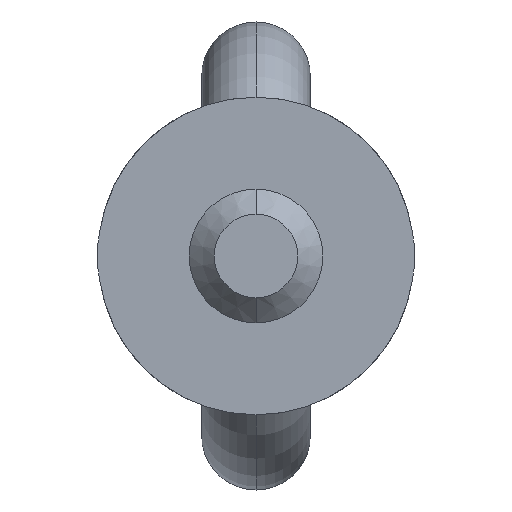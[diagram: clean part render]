
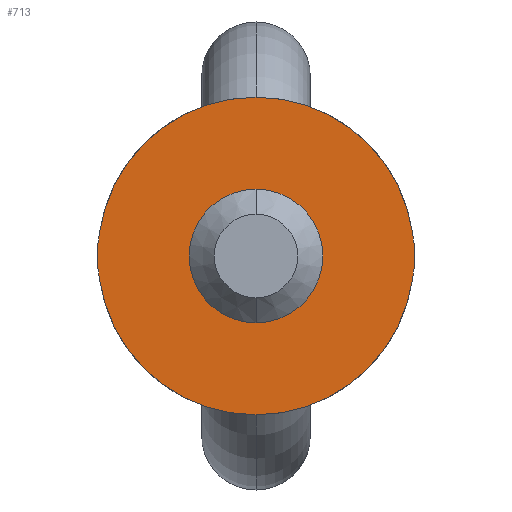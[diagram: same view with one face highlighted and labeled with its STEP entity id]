
A CAD part, front view. The second image highlights one B-rep face of the part: STEP entity #713.
In plain terms, the highlighted planar face has unit normal (0, -1, 0).
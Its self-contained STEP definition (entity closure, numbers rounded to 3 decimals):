
#713=ADVANCED_FACE('',(#1445,#1446),#1447,.T.);
#1445=FACE_OUTER_BOUND('',#3639,.T.);
#1446=FACE_BOUND('',#3640,.T.);
#1447=PLANE('',#3641);
#3639=EDGE_LOOP('',(#5757,#5758,#5759,#5760,#5761,#5762,#5763,#5764,#5765,#5766));
#3640=EDGE_LOOP('',(#5767,#5768));
#3641=AXIS2_PLACEMENT_3D('',#5769,#5770,#5771);
#5757=ORIENTED_EDGE('',*,*,#6784,.T.);
#5758=ORIENTED_EDGE('',*,*,#6771,.T.);
#5759=ORIENTED_EDGE('',*,*,#6799,.T.);
#5760=ORIENTED_EDGE('',*,*,#6791,.T.);
#5761=ORIENTED_EDGE('',*,*,#6789,.T.);
#5762=ORIENTED_EDGE('',*,*,#6808,.T.);
#5763=ORIENTED_EDGE('',*,*,#6763,.T.);
#5764=ORIENTED_EDGE('',*,*,#6806,.T.);
#5765=ORIENTED_EDGE('',*,*,#6809,.T.);
#5766=ORIENTED_EDGE('',*,*,#6779,.T.);
#5767=ORIENTED_EDGE('',*,*,#6744,.T.);
#5768=ORIENTED_EDGE('',*,*,#6810,.T.);
#5769=CARTESIAN_POINT('',(-25.0,-43.25,0.0));
#5770=DIRECTION('',(0.0,-1.0,0.0));
#5771=DIRECTION('',(0.0,0.0,-1.0));
#6744=EDGE_CURVE('',#7966,#7970,#7972,.T.);
#6763=EDGE_CURVE('',#8001,#7998,#8002,.T.);
#6771=EDGE_CURVE('',#8016,#8013,#8017,.T.);
#6779=EDGE_CURVE('',#8031,#8028,#8032,.T.);
#6784=EDGE_CURVE('',#8028,#8016,#8038,.T.);
#6789=EDGE_CURVE('',#8041,#8045,#8047,.T.);
#6791=EDGE_CURVE('',#8049,#8041,#8050,.T.);
#6799=EDGE_CURVE('',#8013,#8049,#8062,.T.);
#6806=EDGE_CURVE('',#7998,#8072,#8074,.T.);
#6808=EDGE_CURVE('',#8045,#8001,#8076,.T.);
#6809=EDGE_CURVE('',#8072,#8031,#8077,.T.);
#6810=EDGE_CURVE('',#7970,#7966,#8078,.T.);
#7966=VERTEX_POINT('',#11315);
#7970=VERTEX_POINT('',#11319);
#7972=CIRCLE('',#11321,7.55);
#7998=VERTEX_POINT('',#11355);
#8001=VERTEX_POINT('',#11359);
#8002=CIRCLE('',#11360,18.921);
#8013=VERTEX_POINT('',#11427);
#8016=VERTEX_POINT('',#11431);
#8017=CIRCLE('',#11432,18.921);
#8028=VERTEX_POINT('',#11505);
#8031=VERTEX_POINT('',#11509);
#8032=LINE('',#11510,#11511);
#8038=LINE('',#11527,#11528);
#8041=VERTEX_POINT('',#11531);
#8045=VERTEX_POINT('',#11536);
#8047=LINE('',#11539,#11540);
#8049=VERTEX_POINT('',#11542);
#8050=LINE('',#11543,#11544);
#8062=CIRCLE('',#11621,18.921);
#8072=VERTEX_POINT('',#11692);
#8074=CIRCLE('',#11695,18.921);
#8076=LINE('',#11697,#11698);
#8077=LINE('',#11699,#11700);
#8078=CIRCLE('',#11701,7.55);
#11315=CARTESIAN_POINT('',(0.0,-43.25,7.55));
#11319=CARTESIAN_POINT('',(0.,-43.25,-7.55));
#11321=AXIS2_PLACEMENT_3D('',#12982,#12983,#12984);
#11355=CARTESIAN_POINT('',(0.,-43.25,-19.0));
#11359=CARTESIAN_POINT('',(-18.724,-43.25,-2.798));
#11360=AXIS2_PLACEMENT_3D('',#13006,#13007,#13008);
#11427=CARTESIAN_POINT('',(0.,-43.25,19.0));
#11431=CARTESIAN_POINT('',(18.724,-43.25,2.798));
#11432=AXIS2_PLACEMENT_3D('',#13018,#13019,#13020);
#11505=CARTESIAN_POINT('',(19.0,-43.25,0.9));
#11509=CARTESIAN_POINT('',(19.0,-43.25,-0.9));
#11510=CARTESIAN_POINT('',(19.0,-43.25,25.0));
#11511=VECTOR('',#13030,10.0);
#11527=CARTESIAN_POINT('',(18.472,-43.25,4.536));
#11528=VECTOR('',#13035,10.0);
#11531=CARTESIAN_POINT('',(-19.0,-43.25,0.9));
#11536=CARTESIAN_POINT('',(-19.0,-43.25,-0.9));
#11539=CARTESIAN_POINT('',(-19.0,-43.25,25.0));
#11540=VECTOR('',#13041,10.0);
#11542=CARTESIAN_POINT('',(-18.724,-43.25,2.798));
#11543=CARTESIAN_POINT('',(-19.191,-43.25,-0.417));
#11544=VECTOR('',#13042,10.0);
#11621=AXIS2_PLACEMENT_3D('',#13051,#13052,#13053);
#11692=CARTESIAN_POINT('',(18.724,-43.25,-2.798));
#11695=AXIS2_PLACEMENT_3D('',#13062,#13063,#13064);
#11697=CARTESIAN_POINT('',(-19.191,-43.25,0.417));
#11698=VECTOR('',#13065,10.0);
#11699=CARTESIAN_POINT('',(18.472,-43.25,-4.536));
#11700=VECTOR('',#13066,10.0);
#11701=AXIS2_PLACEMENT_3D('',#13067,#13068,#13069);
#12982=CARTESIAN_POINT('',(0.0,-43.25,0.0));
#12983=DIRECTION('',(0.0,1.0,0.0));
#12984=DIRECTION('',(0.0,0.0,1.0));
#13006=CARTESIAN_POINT('',(0.0,-43.25,-0.079));
#13007=DIRECTION('',(0.0,-1.0,0.0));
#13008=DIRECTION('',(0.0,0.0,-1.0));
#13018=CARTESIAN_POINT('',(0.0,-43.25,0.079));
#13019=DIRECTION('',(0.0,-1.0,0.0));
#13020=DIRECTION('',(0.0,0.0,1.0));
#13030=DIRECTION('',(0.0,0.0,1.0));
#13035=DIRECTION('',(-0.144,0.0,0.99));
#13041=DIRECTION('',(0.0,0.0,-1.0));
#13042=DIRECTION('',(-0.144,0.0,-0.99));
#13051=CARTESIAN_POINT('',(0.0,-43.25,0.079));
#13052=DIRECTION('',(0.0,-1.0,0.0));
#13053=DIRECTION('',(0.0,0.0,1.0));
#13062=CARTESIAN_POINT('',(0.0,-43.25,-0.079));
#13063=DIRECTION('',(0.0,-1.0,0.0));
#13064=DIRECTION('',(0.0,0.0,-1.0));
#13065=DIRECTION('',(0.144,0.0,-0.99));
#13066=DIRECTION('',(0.144,0.0,0.99));
#13067=CARTESIAN_POINT('',(0.0,-43.25,0.0));
#13068=DIRECTION('',(0.0,1.0,0.0));
#13069=DIRECTION('',(0.0,0.0,1.0));
